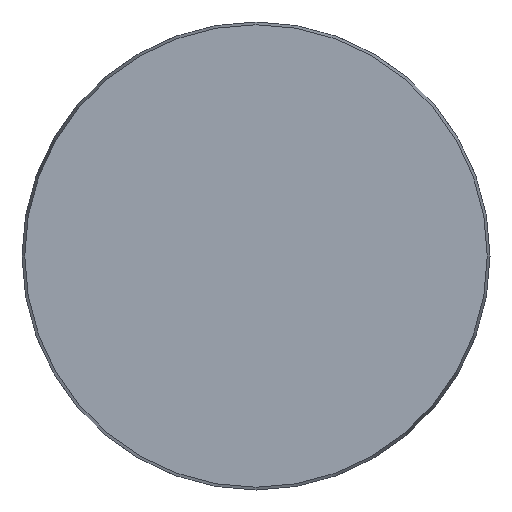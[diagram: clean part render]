
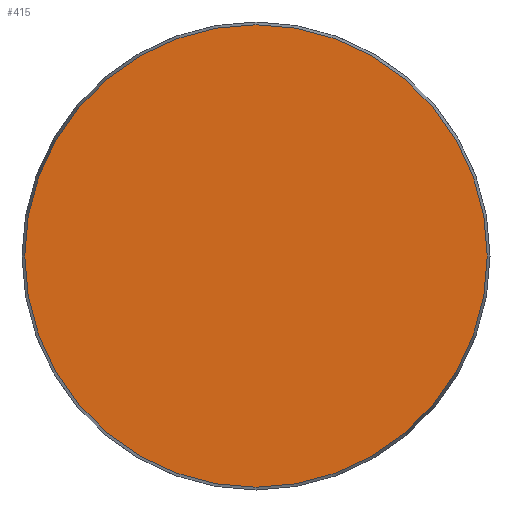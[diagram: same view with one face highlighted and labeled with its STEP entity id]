
A CAD part, front view. The second image highlights one B-rep face of the part: STEP entity #415.
In plain terms, the highlighted planar face has unit normal (0, -1, 0).
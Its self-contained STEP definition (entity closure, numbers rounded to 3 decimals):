
#38 = FACE_OUTER_BOUND ( 'NONE', #426, .T. ) ;
#99 = DIRECTION ( 'NONE',  ( 0., 0., 1. ) ) ;
#167 = VERTEX_POINT ( 'NONE', #389 ) ;
#222 = PLANE ( 'NONE',  #555 ) ;
#275 = CARTESIAN_POINT ( 'NONE',  ( -48.425, 0., 0. ) ) ;
#290 = CIRCLE ( 'NONE', #730, 48.425 ) ;
#335 = ORIENTED_EDGE ( 'NONE', *, *, #711, .T. ) ;
#389 = CARTESIAN_POINT ( 'NONE',  ( 0., 0., -48.425 ) ) ;
#415 = ADVANCED_FACE ( 'NONE', ( #38 ), #222, .F. ) ;
#426 = EDGE_LOOP ( 'NONE', ( #335 ) ) ;
#458 = CARTESIAN_POINT ( 'NONE',  ( 0., 0., 0. ) ) ;
#555 = AXIS2_PLACEMENT_3D ( 'NONE', #275, #620, #99 ) ;
#570 = DIRECTION ( 'NONE',  ( 0., 0., -1. ) ) ;
#620 = DIRECTION ( 'NONE',  ( 0., 1., 0. ) ) ;
#711 = EDGE_CURVE ( 'NONE', #167, #167, #290, .T. ) ;
#730 = AXIS2_PLACEMENT_3D ( 'NONE', #458, #757, #570 ) ;
#757 = DIRECTION ( 'NONE',  ( 0., -1., 0. ) ) ;
